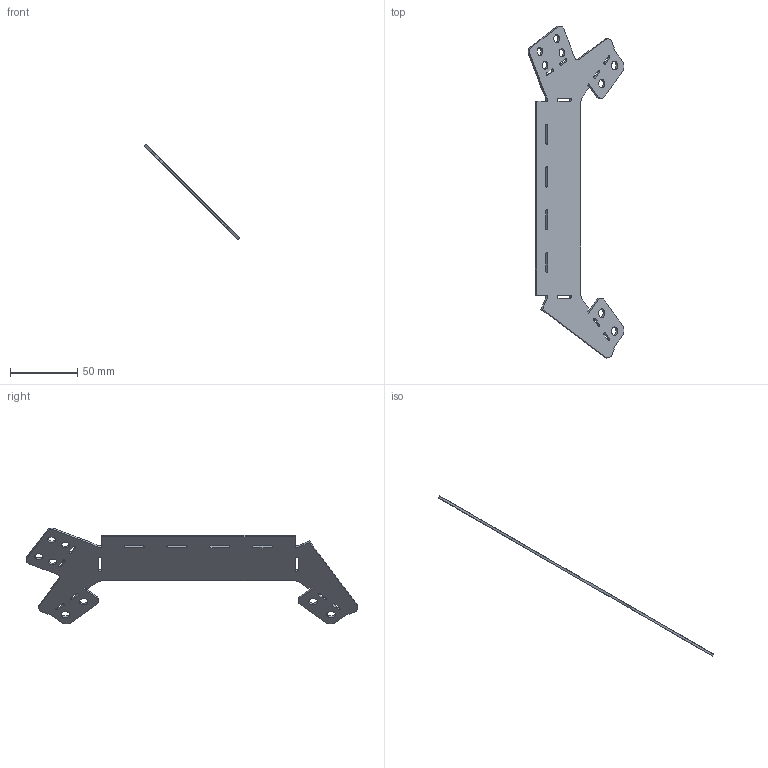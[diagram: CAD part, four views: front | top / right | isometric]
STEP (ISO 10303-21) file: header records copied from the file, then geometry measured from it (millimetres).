
FILE_DESCRIPTION (( 'STEP AP214' ), '1' );
FILE_NAME ('25 - pan front (flat).STEP', '2016-11-26T22:38:04', ( '' ), ( '' ), 'SwSTEP 2.0', 'SolidWorks 2014', '' );
FILE_SCHEMA (( 'AUTOMOTIVE_DESIGN' ));
Length unit declared in the file: millimetre
Products named in the file (1): 25 - pan front (flat)
Bounding box: 71.1 x 246.15 x 71.1 mm (x, y, z)
Volume: 19297.8 mm3; surface area: 25365.5 mm2
Topology: 1 solids, 1 shells, 136 faces, 402 edges, 268 vertices
Faces by surface type: cylinder 79, plane 57
Entity records: 4718 total; most frequent: DIRECTION 834, CARTESIAN_POINT 807, ORIENTED_EDGE 804, EDGE_CURVE 402, AXIS2_PLACEMENT_3D 295, VERTEX_POINT 268, LINE 244, VECTOR 244
